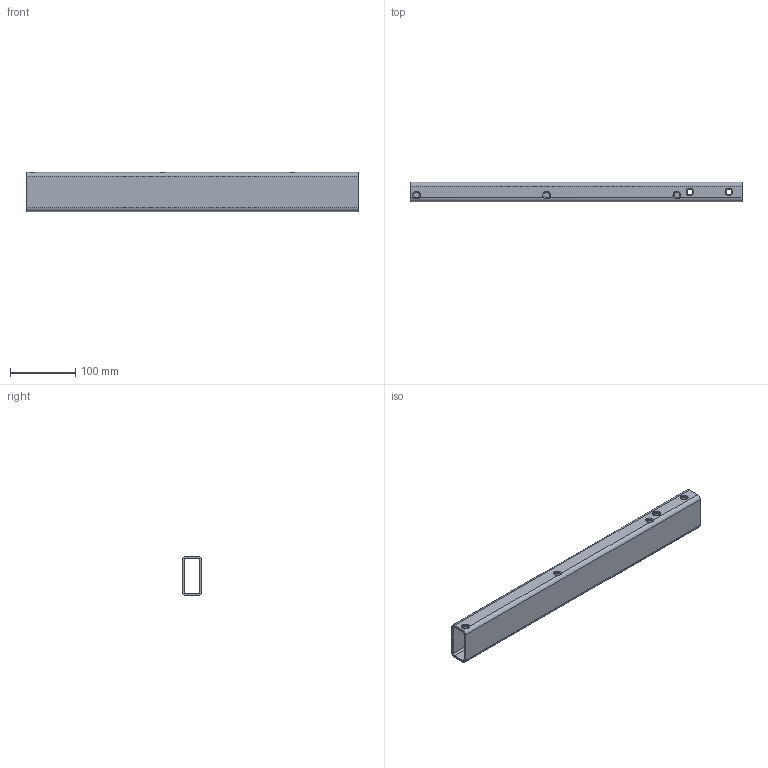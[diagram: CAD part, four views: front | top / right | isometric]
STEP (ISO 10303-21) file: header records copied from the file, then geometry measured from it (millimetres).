
FILE_DESCRIPTION (( 'STEP AP214' ), '1' );
FILE_NAME ('Kitchen 30x60.01.02.004.step', '2020-08-27T11:45:45', ( 'DM' ), ( '' ), 'SwSTEP 2.0', 'SolidWorks 2020', '' );
FILE_SCHEMA (( 'AUTOMOTIVE_DESIGN' ));
Length unit declared in the file: millimetre
Products named in the file (1): Kitchen 30x60.01.02.004
Bounding box: 510 x 30 x 60 mm (x, y, z)
Volume: 243638.7 mm3; surface area: 163989.4 mm2
Topology: 1 solids, 1 shells, 46 faces, 136 edges, 86 vertices
Faces by surface type: cylinder 22, cone 14, plane 10
Entity records: 1690 total; most frequent: CARTESIAN_POINT 353, DIRECTION 288, ORIENTED_EDGE 272, EDGE_CURVE 136, AXIS2_PLACEMENT_3D 111, VERTEX_POINT 86, LINE 66, VECTOR 66
